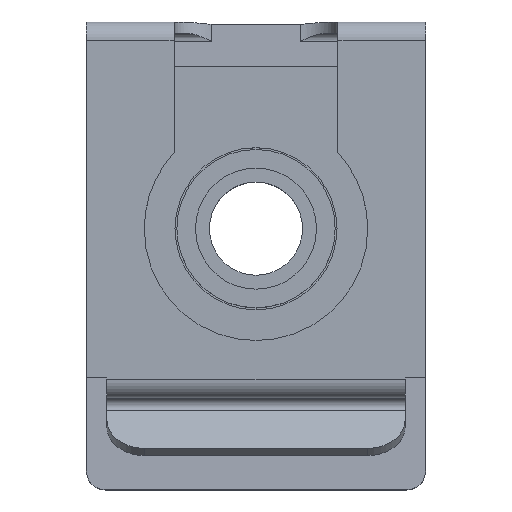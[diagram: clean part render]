
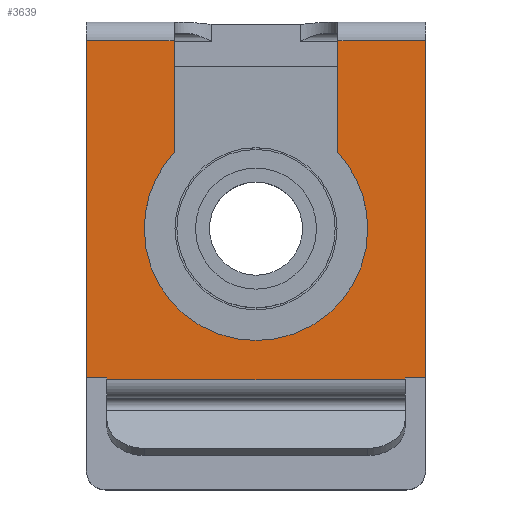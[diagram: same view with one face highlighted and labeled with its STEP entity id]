
A CAD part, top view. The second image highlights one B-rep face of the part: STEP entity #3639.
In plain terms, the highlighted face is planar.
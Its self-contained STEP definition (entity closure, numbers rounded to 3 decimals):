
#14 = EDGE_CURVE ( 'NONE', #1109, #2439, #3731, .T. ) ;
#25 = CARTESIAN_POINT ( 'NONE',  ( -11.1, 0., 4.4 ) ) ;
#139 = DIRECTION ( 'NONE',  ( 0., 0., 1. ) ) ;
#154 = DIRECTION ( 'NONE',  ( 0., 1., 0. ) ) ;
#160 = ORIENTED_EDGE ( 'NONE', *, *, #345, .F. ) ;
#162 = VECTOR ( 'NONE', #1218, 1000. ) ;
#165 = CARTESIAN_POINT ( 'NONE',  ( 0., 0., 0. ) ) ;
#174 = VERTEX_POINT ( 'NONE', #703 ) ;
#220 = CARTESIAN_POINT ( 'NONE',  ( 8., 0., 8. ) ) ;
#255 = ORIENTED_EDGE ( 'NONE', *, *, #1955, .F. ) ;
#323 = VECTOR ( 'NONE', #1874, 1000. ) ;
#345 = EDGE_CURVE ( 'NONE', #174, #3709, #3389, .T. ) ;
#350 = VERTEX_POINT ( 'NONE', #2253 ) ;
#447 = CIRCLE ( 'NONE', #1893, 6. ) ;
#488 = EDGE_CURVE ( 'NONE', #2945, #3467, #2915, .T. ) ;
#492 = FACE_OUTER_BOUND ( 'NONE', #721, .T. ) ;
#515 = CARTESIAN_POINT ( 'NONE',  ( -11.1, 0., 9.1 ) ) ;
#598 = VERTEX_POINT ( 'NONE', #2797 ) ;
#642 = EDGE_CURVE ( 'NONE', #1252, #2472, #2255, .T. ) ;
#644 = LINE ( 'NONE', #2562, #2183 ) ;
#703 = CARTESIAN_POINT ( 'NONE',  ( 8., 0., 9.1 ) ) ;
#720 = LINE ( 'NONE', #1836, #3068 ) ;
#721 = EDGE_LOOP ( 'NONE', ( #1842, #2086, #3186, #160, #255, #3894, #3328, #3267, #3417, #2896, #3940, #1741, #2029, #1322 ) ) ;
#722 = DIRECTION ( 'NONE',  ( 0., 0., 1. ) ) ;
#808 = CARTESIAN_POINT ( 'NONE',  ( 8., 0., -9.1 ) ) ;
#841 = EDGE_CURVE ( 'NONE', #1252, #1083, #2482, .T. ) ;
#944 = CARTESIAN_POINT ( 'NONE',  ( -4.079, 0., 4.4 ) ) ;
#1029 = VERTEX_POINT ( 'NONE', #1504 ) ;
#1083 = VERTEX_POINT ( 'NONE', #220 ) ;
#1109 = VERTEX_POINT ( 'NONE', #808 ) ;
#1189 = CARTESIAN_POINT ( 'NONE',  ( -10.1, 0., 9.1 ) ) ;
#1218 = DIRECTION ( 'NONE',  ( -1., 0., 0. ) ) ;
#1252 = VERTEX_POINT ( 'NONE', #3602 ) ;
#1322 = ORIENTED_EDGE ( 'NONE', *, *, #2388, .F. ) ;
#1372 = DIRECTION ( 'NONE',  ( 0., 1., 0. ) ) ;
#1394 = CARTESIAN_POINT ( 'NONE',  ( 0., 0., 6. ) ) ;
#1411 = EDGE_CURVE ( 'NONE', #1029, #2472, #1667, .T. ) ;
#1452 = DIRECTION ( 'NONE',  ( 0., 0., -1. ) ) ;
#1471 = VECTOR ( 'NONE', #3330, 1000. ) ;
#1504 = CARTESIAN_POINT ( 'NONE',  ( 8., 0., -8. ) ) ;
#1542 = EDGE_CURVE ( 'NONE', #3436, #598, #3329, .T. ) ;
#1634 = DIRECTION ( 'NONE',  ( 0., 1., 0. ) ) ;
#1667 = LINE ( 'NONE', #2450, #3098 ) ;
#1711 = AXIS2_PLACEMENT_3D ( 'NONE', #3453, #1634, #3765 ) ;
#1741 = ORIENTED_EDGE ( 'NONE', *, *, #1542, .F. ) ;
#1818 = AXIS2_PLACEMENT_3D ( 'NONE', #515, #3280, #1452 ) ;
#1833 = DIRECTION ( 'NONE',  ( 0., 0., -1. ) ) ;
#1836 = CARTESIAN_POINT ( 'NONE',  ( -10.1, 0., 9.1 ) ) ;
#1842 = ORIENTED_EDGE ( 'NONE', *, *, #488, .F. ) ;
#1874 = DIRECTION ( 'NONE',  ( 1., 0., 0. ) ) ;
#1893 = AXIS2_PLACEMENT_3D ( 'NONE', #3191, #1372, #3497 ) ;
#1955 = EDGE_CURVE ( 'NONE', #1083, #174, #3787, .T. ) ;
#1978 = CARTESIAN_POINT ( 'NONE',  ( -4.079, 0., -4.4 ) ) ;
#2029 = ORIENTED_EDGE ( 'NONE', *, *, #3404, .F. ) ;
#2043 = PLANE ( 'NONE',  #1818 ) ;
#2063 = VECTOR ( 'NONE', #2433, 1000. ) ;
#2086 = ORIENTED_EDGE ( 'NONE', *, *, #2979, .F. ) ;
#2124 = CARTESIAN_POINT ( 'NONE',  ( 8., 0., 9.1 ) ) ;
#2183 = VECTOR ( 'NONE', #722, 1000. ) ;
#2212 = VECTOR ( 'NONE', #3312, 1000. ) ;
#2253 = CARTESIAN_POINT ( 'NONE',  ( 0., 0., -6. ) ) ;
#2255 = LINE ( 'NONE', #2412, #2536 ) ;
#2264 = CARTESIAN_POINT ( 'NONE',  ( -11.1, 0., 9.1 ) ) ;
#2278 = DIRECTION ( 'NONE',  ( -1., 0., 0. ) ) ;
#2388 = EDGE_CURVE ( 'NONE', #3467, #350, #3070, .T. ) ;
#2412 = CARTESIAN_POINT ( 'NONE',  ( 8.1, 0., 9.1 ) ) ;
#2433 = DIRECTION ( 'NONE',  ( 0., 0., 1. ) ) ;
#2439 = VERTEX_POINT ( 'NONE', #3151 ) ;
#2450 = CARTESIAN_POINT ( 'NONE',  ( 8., 0., -8. ) ) ;
#2472 = VERTEX_POINT ( 'NONE', #3490 ) ;
#2482 = LINE ( 'NONE', #3479, #1471 ) ;
#2485 = VERTEX_POINT ( 'NONE', #3197 ) ;
#2536 = VECTOR ( 'NONE', #1833, 1000. ) ;
#2544 = LINE ( 'NONE', #3923, #2212 ) ;
#2554 = AXIS2_PLACEMENT_3D ( 'NONE', #165, #154, #139 ) ;
#2562 = CARTESIAN_POINT ( 'NONE',  ( -10.1, 0., 9.1 ) ) ;
#2755 = CARTESIAN_POINT ( 'NONE',  ( -11.1, 0., -9.1 ) ) ;
#2763 = DIRECTION ( 'NONE',  ( 1., 0., 0. ) ) ;
#2770 = DIRECTION ( 'NONE',  ( 0., 0., 1. ) ) ;
#2779 = EDGE_CURVE ( 'NONE', #1109, #1029, #2544, .T. ) ;
#2797 = CARTESIAN_POINT ( 'NONE',  ( -10.1, 0., -4.4 ) ) ;
#2896 = ORIENTED_EDGE ( 'NONE', *, *, #14, .T. ) ;
#2900 = EDGE_CURVE ( 'NONE', #2439, #598, #720, .T. ) ;
#2915 = CIRCLE ( 'NONE', #2554, 6. ) ;
#2917 = VECTOR ( 'NONE', #3017, 1000. ) ;
#2945 = VERTEX_POINT ( 'NONE', #944 ) ;
#2979 = EDGE_CURVE ( 'NONE', #2485, #2945, #3582, .T. ) ;
#3017 = DIRECTION ( 'NONE',  ( -1., 0., 0. ) ) ;
#3068 = VECTOR ( 'NONE', #2770, 1000. ) ;
#3070 = CIRCLE ( 'NONE', #1711, 6. ) ;
#3098 = VECTOR ( 'NONE', #2763, 1000. ) ;
#3151 = CARTESIAN_POINT ( 'NONE',  ( -10.1, 0., -9.1 ) ) ;
#3186 = ORIENTED_EDGE ( 'NONE', *, *, #3341, .T. ) ;
#3191 = CARTESIAN_POINT ( 'NONE',  ( 0., 0., 0. ) ) ;
#3197 = CARTESIAN_POINT ( 'NONE',  ( -10.1, 0., 4.4 ) ) ;
#3267 = ORIENTED_EDGE ( 'NONE', *, *, #1411, .F. ) ;
#3280 = DIRECTION ( 'NONE',  ( 0., -1., 0. ) ) ;
#3312 = DIRECTION ( 'NONE',  ( 0., 0., 1. ) ) ;
#3328 = ORIENTED_EDGE ( 'NONE', *, *, #642, .T. ) ;
#3329 = LINE ( 'NONE', #3657, #162 ) ;
#3330 = DIRECTION ( 'NONE',  ( -1., 0., 0. ) ) ;
#3341 = EDGE_CURVE ( 'NONE', #2485, #3709, #644, .T. ) ;
#3389 = LINE ( 'NONE', #2264, #3676 ) ;
#3404 = EDGE_CURVE ( 'NONE', #350, #3436, #447, .T. ) ;
#3417 = ORIENTED_EDGE ( 'NONE', *, *, #2779, .F. ) ;
#3436 = VERTEX_POINT ( 'NONE', #1978 ) ;
#3453 = CARTESIAN_POINT ( 'NONE',  ( 0., 0., 0. ) ) ;
#3467 = VERTEX_POINT ( 'NONE', #1394 ) ;
#3479 = CARTESIAN_POINT ( 'NONE',  ( 8., 0., 8. ) ) ;
#3490 = CARTESIAN_POINT ( 'NONE',  ( 8.1, 0., -8. ) ) ;
#3497 = DIRECTION ( 'NONE',  ( 0., 0., 1. ) ) ;
#3582 = LINE ( 'NONE', #25, #323 ) ;
#3602 = CARTESIAN_POINT ( 'NONE',  ( 8.1, 0., 8. ) ) ;
#3639 = ADVANCED_FACE ( 'NONE', ( #492 ), #2043, .F. ) ;
#3657 = CARTESIAN_POINT ( 'NONE',  ( -11.1, 0., -4.4 ) ) ;
#3676 = VECTOR ( 'NONE', #2278, 1000. ) ;
#3709 = VERTEX_POINT ( 'NONE', #1189 ) ;
#3731 = LINE ( 'NONE', #2755, #2917 ) ;
#3765 = DIRECTION ( 'NONE',  ( 0., 0., 1. ) ) ;
#3787 = LINE ( 'NONE', #2124, #2063 ) ;
#3894 = ORIENTED_EDGE ( 'NONE', *, *, #841, .F. ) ;
#3923 = CARTESIAN_POINT ( 'NONE',  ( 8., 0., -9.1 ) ) ;
#3940 = ORIENTED_EDGE ( 'NONE', *, *, #2900, .T. ) ;
